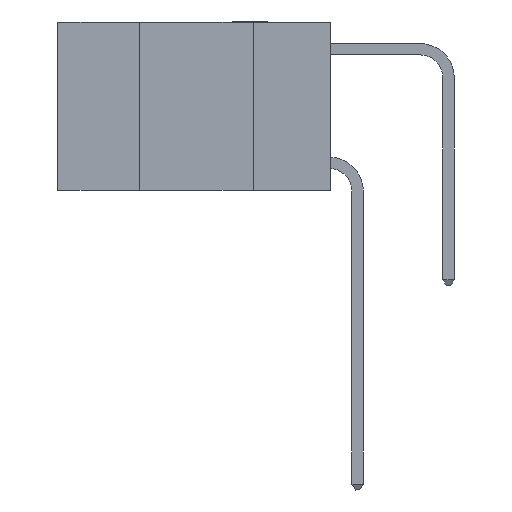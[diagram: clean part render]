
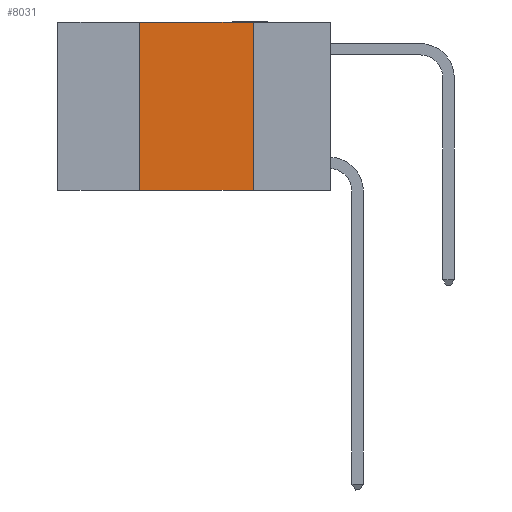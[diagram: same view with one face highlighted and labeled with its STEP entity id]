
A CAD part, left-side view. The second image highlights one B-rep face of the part: STEP entity #8031.
In plain terms, the highlighted planar face has unit normal (-1, 0, 0).
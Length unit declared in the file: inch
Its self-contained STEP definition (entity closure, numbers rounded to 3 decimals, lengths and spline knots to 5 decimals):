
#448 = DIRECTION ( 'NONE',  ( 1., 0., 0. ) ) ;
#1607 = LINE ( 'NONE', #4267, #8818 ) ;
#1854 = CARTESIAN_POINT ( 'NONE',  ( 0., 0.17, 0. ) ) ;
#2110 = VERTEX_POINT ( 'NONE', #1854 ) ;
#2708 = EDGE_CURVE ( 'NONE', #16431, #16648, #1607, .T. ) ;
#4267 = CARTESIAN_POINT ( 'NONE',  ( 0., 0.6, -0.37 ) ) ;
#4405 = CARTESIAN_POINT ( 'NONE',  ( 0., 0.42, -0.37 ) ) ;
#4509 = FACE_OUTER_BOUND ( 'NONE', #16293, .T. ) ;
#4519 = DIRECTION ( 'NONE',  ( 0., -1., 0. ) ) ;
#4522 = DIRECTION ( 'NONE',  ( 0., 0., 1. ) ) ;
#5902 = ORIENTED_EDGE ( 'NONE', *, *, #9708, .F. ) ;
#6206 = ORIENTED_EDGE ( 'NONE', *, *, #16458, .F. ) ;
#6572 = AXIS2_PLACEMENT_3D ( 'NONE', #16247, #448, #9886 ) ;
#6830 = LINE ( 'NONE', #9200, #13303 ) ;
#7212 = PLANE ( 'NONE',  #6572 ) ;
#7251 = CARTESIAN_POINT ( 'NONE',  ( 0., 0.6, 0. ) ) ;
#7252 = LINE ( 'NONE', #7251, #13713 ) ;
#7873 = VERTEX_POINT ( 'NONE', #10435 ) ;
#8031 = ADVANCED_FACE ( 'NONE', ( #4509 ), #7212, .F. ) ;
#8365 = ORIENTED_EDGE ( 'NONE', *, *, #14643, .F. ) ;
#8389 = ORIENTED_EDGE ( 'NONE', *, *, #2708, .T. ) ;
#8818 = VECTOR ( 'NONE', #16048, 39.37008 ) ;
#9200 = CARTESIAN_POINT ( 'NONE',  ( 0., 0.17, 0. ) ) ;
#9708 = EDGE_CURVE ( 'NONE', #2110, #16648, #6830, .T. ) ;
#9878 = CARTESIAN_POINT ( 'NONE',  ( 0., 0.42, 0. ) ) ;
#9886 = DIRECTION ( 'NONE',  ( 0., 0., -1. ) ) ;
#10435 = CARTESIAN_POINT ( 'NONE',  ( 0., 0.42, 0. ) ) ;
#13249 = VECTOR ( 'NONE', #4522, 39.37008 ) ;
#13303 = VECTOR ( 'NONE', #16863, 39.37008 ) ;
#13655 = LINE ( 'NONE', #9878, #13249 ) ;
#13713 = VECTOR ( 'NONE', #4519, 39.37008 ) ;
#14643 = EDGE_CURVE ( 'NONE', #7873, #2110, #7252, .T. ) ;
#15329 = CARTESIAN_POINT ( 'NONE',  ( 0., 0.17, -0.37 ) ) ;
#16048 = DIRECTION ( 'NONE',  ( 0., -1., 0. ) ) ;
#16247 = CARTESIAN_POINT ( 'NONE',  ( 0., 0.6, 0. ) ) ;
#16293 = EDGE_LOOP ( 'NONE', ( #5902, #8365, #6206, #8389 ) ) ;
#16431 = VERTEX_POINT ( 'NONE', #4405 ) ;
#16458 = EDGE_CURVE ( 'NONE', #16431, #7873, #13655, .T. ) ;
#16648 = VERTEX_POINT ( 'NONE', #15329 ) ;
#16863 = DIRECTION ( 'NONE',  ( 0., 0., -1. ) ) ;
